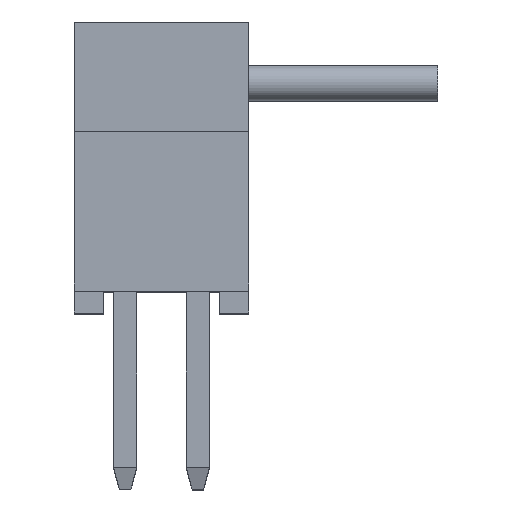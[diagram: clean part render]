
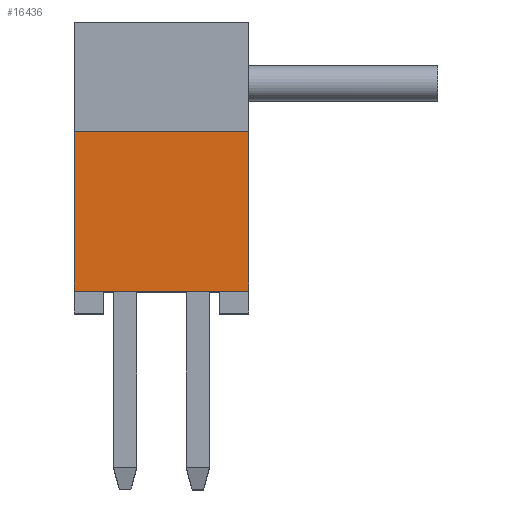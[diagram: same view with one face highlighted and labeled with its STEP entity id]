
A CAD part, top view. The second image highlights one B-rep face of the part: STEP entity #16436.
In plain terms, the highlighted face is planar.
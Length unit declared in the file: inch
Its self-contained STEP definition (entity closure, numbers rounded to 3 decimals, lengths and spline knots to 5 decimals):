
#4188=ORIENTED_EDGE('',*,*,#7238,.F.);
#4189=ORIENTED_EDGE('',*,*,#6747,.F.);
#4190=ORIENTED_EDGE('',*,*,#6811,.F.);
#4191=ORIENTED_EDGE('',*,*,#7228,.T.);
#6747=EDGE_CURVE('',#8606,#8607,#10427,.T.);
#6811=EDGE_CURVE('',#8669,#8606,#10491,.T.);
#7228=EDGE_CURVE('',#8669,#8965,#10908,.T.);
#7238=EDGE_CURVE('',#8607,#8965,#10918,.T.);
#8606=VERTEX_POINT('',#27216);
#8607=VERTEX_POINT('',#27218);
#8669=VERTEX_POINT('',#27344);
#8965=VERTEX_POINT('',#28183);
#10427=LINE('',#27217,#12549);
#10491=LINE('',#27345,#12613);
#10908=LINE('',#28184,#13030);
#10918=LINE('',#28195,#13040);
#12549=VECTOR('',#22623,39.37008);
#12613=VECTOR('',#22689,39.37008);
#13030=VECTOR('',#23358,39.37008);
#13040=VECTOR('',#23370,39.37008);
#14038=EDGE_LOOP('',(#4188,#4189,#4190,#4191));
#14920=FACE_BOUND('',#14038,.T.);
#15644=PLANE('',#19645);
#16436=ADVANCED_FACE('',(#14920),#15644,.F.);
#19645=AXIS2_PLACEMENT_3D('',#28194,#23368,#23369);
#22623=DIRECTION('',(0.,-1.,0.));
#22689=DIRECTION('',(0.,0.,-1.));
#23358=DIRECTION('',(0.,-1.,0.));
#23368=DIRECTION('',(-1.,0.,0.));
#23369=DIRECTION('',(0.,0.,1.));
#23370=DIRECTION('',(0.,0.,1.));
#27216=CARTESIAN_POINT('',(0.2825,0.125,-0.06));
#27217=CARTESIAN_POINT('',(0.2825,0.125,-0.06));
#27218=CARTESIAN_POINT('',(0.2825,0.015,-0.06));
#27344=CARTESIAN_POINT('',(0.2825,0.125,0.06));
#27345=CARTESIAN_POINT('',(0.2825,0.125,0.06));
#28183=CARTESIAN_POINT('',(0.2825,0.015,0.06));
#28184=CARTESIAN_POINT('',(0.2825,0.125,0.06));
#28194=CARTESIAN_POINT('',(0.2825,0.125,0.06));
#28195=CARTESIAN_POINT('',(0.2825,0.015,0.06));
